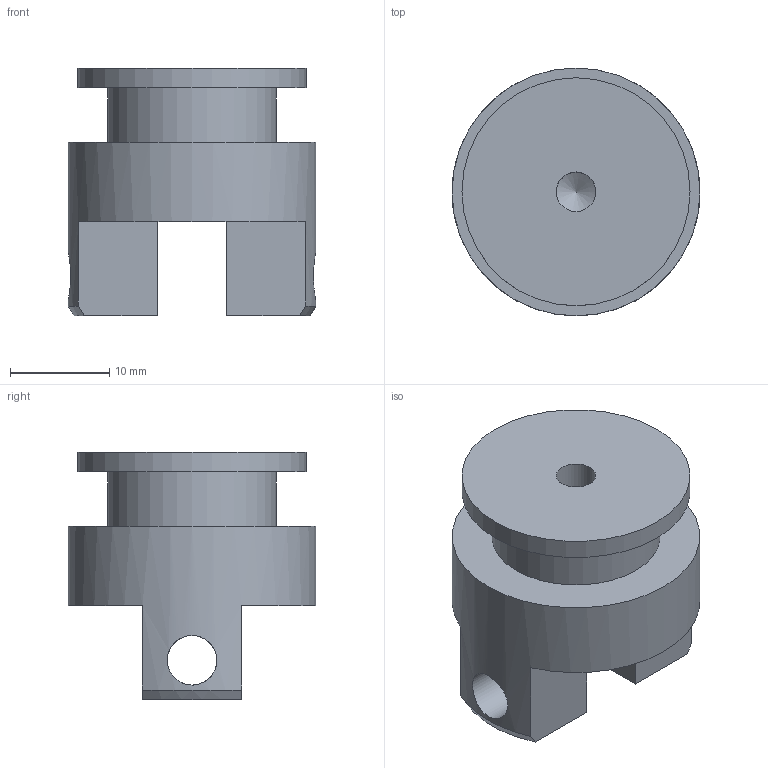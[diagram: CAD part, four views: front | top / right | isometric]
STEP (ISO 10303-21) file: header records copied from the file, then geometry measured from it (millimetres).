
FILE_DESCRIPTION(('HOOPS Exchange Step'),'2;1');
FILE_NAME('Piston.step','2018-12-28T16:49:42+00:00',('SYSTEM'),('Unknown organisation'),'HOOPS Exchange 10.0','HOOPS Exchange','Unknown authorisation');
FILE_SCHEMA( ('AUTOMOTIVE_DESIGN { 1 0 10303 214 1 1 1 1 }') );
Length unit declared in the file: millimetre
Products named in the file (2): Défaut; Piston
Assembly tree (1 placements, depth 2):
  Piston
    Défaut
Bounding box: 25 x 25 x 25 mm (x, y, z)
Volume: 7138.3 mm3; surface area: 3456 mm2
Topology: 1 solids, 1 shells, 22 faces, 57 edges, 38 vertices
Faces by surface type: plane 12, cylinder 6, cone 4
Full cylindrical faces by diameter (mm): 4 x1, 5 x2, 17 x1, 23 x1, 25 x1
Entity records: 1026 total; most frequent: CARTESIAN_POINT 428, DIRECTION 119, ORIENTED_EDGE 112, EDGE_CURVE 56, AXIS2_PLACEMENT_3D 45, VERTEX_POINT 38, VECTOR 29, LINE 29
